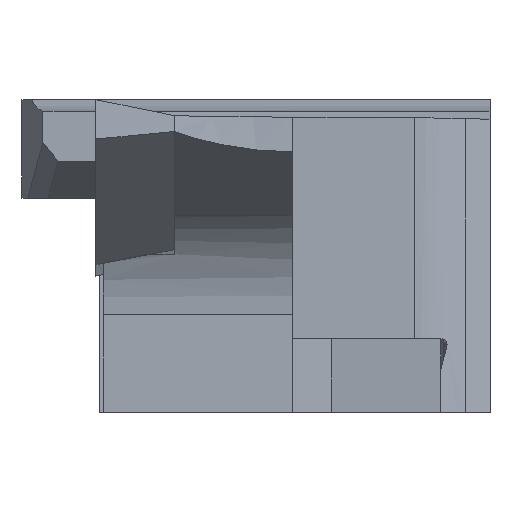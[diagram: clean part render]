
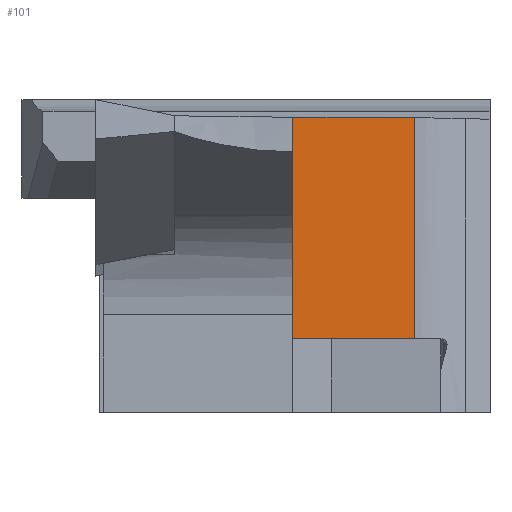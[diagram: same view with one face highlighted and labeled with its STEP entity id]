
A CAD part, left-side view. The second image highlights one B-rep face of the part: STEP entity #101.
In plain terms, the highlighted planar face has unit normal (-1, 0, 0).
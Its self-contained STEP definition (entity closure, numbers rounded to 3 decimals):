
#12 = CARTESIAN_POINT ( 'NONE',  ( -98.3, -6.412, -3.35 ) ) ;
#81 = LINE ( 'NONE', #3290, #2357 ) ;
#101 = ADVANCED_FACE ( 'NONE', ( #901 ), #2884, .F. ) ;
#142 = ORIENTED_EDGE ( 'NONE', *, *, #2115, .T. ) ;
#177 = EDGE_CURVE ( 'NONE', #855, #3379, #3335, .T. ) ;
#232 = ORIENTED_EDGE ( 'NONE', *, *, #177, .T. ) ;
#335 = LINE ( 'NONE', #2721, #2804 ) ;
#407 = CARTESIAN_POINT ( 'NONE',  ( -98.3, -1.5, -3.35 ) ) ;
#513 = VERTEX_POINT ( 'NONE', #1076 ) ;
#527 = EDGE_CURVE ( 'NONE', #1778, #775, #335, .T. ) ;
#775 = VERTEX_POINT ( 'NONE', #407 ) ;
#822 = DIRECTION ( 'NONE',  ( 0., 1., 0. ) ) ;
#855 = VERTEX_POINT ( 'NONE', #1038 ) ;
#901 = FACE_OUTER_BOUND ( 'NONE', #2417, .T. ) ;
#912 = LINE ( 'NONE', #3228, #2268 ) ;
#1038 = CARTESIAN_POINT ( 'NONE',  ( -98.3, -1.5, 5.64 ) ) ;
#1076 = CARTESIAN_POINT ( 'NONE',  ( -98.3, -6.42, -3.35 ) ) ;
#1382 = DIRECTION ( 'NONE',  ( 0., 0., -1. ) ) ;
#1410 = DIRECTION ( 'NONE',  ( 0., 0., 1. ) ) ;
#1443 = AXIS2_PLACEMENT_3D ( 'NONE', #3145, #3451, #1820 ) ;
#1455 = DIRECTION ( 'NONE',  ( 0., -1., 0. ) ) ;
#1633 = CARTESIAN_POINT ( 'NONE',  ( -98.3, -6.05, -3.35 ) ) ;
#1727 = VECTOR ( 'NONE', #3271, 1000. ) ;
#1778 = VERTEX_POINT ( 'NONE', #12 ) ;
#1816 = LINE ( 'NONE', #2978, #1727 ) ;
#1820 = DIRECTION ( 'NONE',  ( 0., 0., -1. ) ) ;
#1842 = CARTESIAN_POINT ( 'NONE',  ( -98.3, -6.42, 5.64 ) ) ;
#1895 = VECTOR ( 'NONE', #1382, 1000. ) ;
#2016 = EDGE_CURVE ( 'NONE', #513, #1778, #2530, .T. ) ;
#2029 = EDGE_CURVE ( 'NONE', #3379, #775, #1816, .T. ) ;
#2115 = EDGE_CURVE ( 'NONE', #513, #2379, #81, .T. ) ;
#2268 = VECTOR ( 'NONE', #1455, 1000. ) ;
#2357 = VECTOR ( 'NONE', #1410, 1000. ) ;
#2379 = VERTEX_POINT ( 'NONE', #1842 ) ;
#2410 = CARTESIAN_POINT ( 'NONE',  ( -98.3, -1.5, 4.228 ) ) ;
#2417 = EDGE_LOOP ( 'NONE', ( #142, #3494, #232, #2761, #3340, #3613 ) ) ;
#2510 = EDGE_CURVE ( 'NONE', #855, #2379, #912, .T. ) ;
#2530 = LINE ( 'NONE', #1633, #3147 ) ;
#2721 = CARTESIAN_POINT ( 'NONE',  ( -98.3, -6.05, -3.35 ) ) ;
#2761 = ORIENTED_EDGE ( 'NONE', *, *, #2029, .T. ) ;
#2804 = VECTOR ( 'NONE', #822, 1000. ) ;
#2884 = PLANE ( 'NONE',  #1443 ) ;
#2978 = CARTESIAN_POINT ( 'NONE',  ( -98.3, -1.5, 0. ) ) ;
#3145 = CARTESIAN_POINT ( 'NONE',  ( -98.3, -1.5, 6.35 ) ) ;
#3147 = VECTOR ( 'NONE', #3533, 1000. ) ;
#3228 = CARTESIAN_POINT ( 'NONE',  ( -98.3, -177.188, 5.64 ) ) ;
#3260 = CARTESIAN_POINT ( 'NONE',  ( -98.3, -1.5, 6.35 ) ) ;
#3271 = DIRECTION ( 'NONE',  ( 0., 0., -1. ) ) ;
#3290 = CARTESIAN_POINT ( 'NONE',  ( -98.3, -6.42, 146.756 ) ) ;
#3335 = LINE ( 'NONE', #3260, #1895 ) ;
#3340 = ORIENTED_EDGE ( 'NONE', *, *, #527, .F. ) ;
#3379 = VERTEX_POINT ( 'NONE', #2410 ) ;
#3451 = DIRECTION ( 'NONE',  ( 1., 0., 0. ) ) ;
#3494 = ORIENTED_EDGE ( 'NONE', *, *, #2510, .F. ) ;
#3533 = DIRECTION ( 'NONE',  ( 0., 1., 0. ) ) ;
#3613 = ORIENTED_EDGE ( 'NONE', *, *, #2016, .F. ) ;
